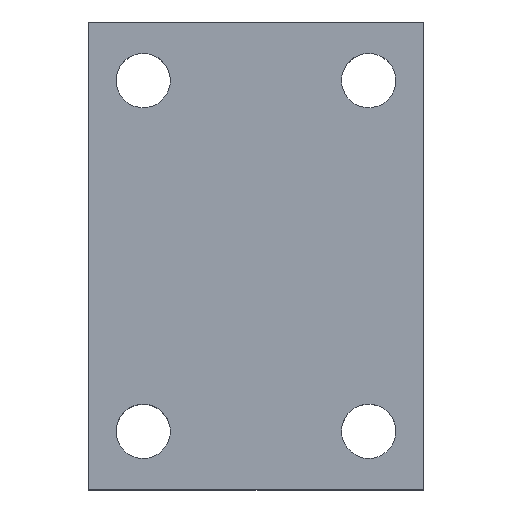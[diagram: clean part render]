
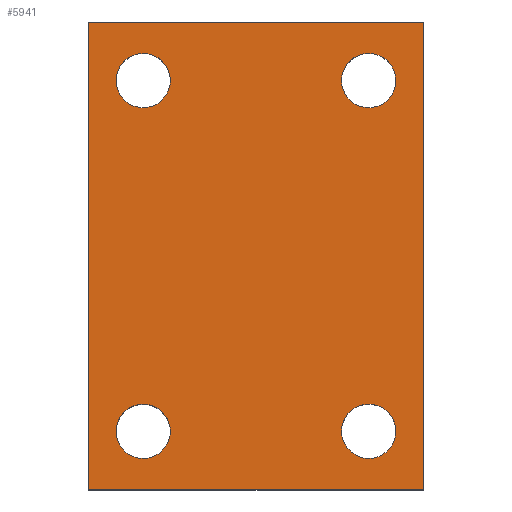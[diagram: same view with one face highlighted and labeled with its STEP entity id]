
A CAD part, top view. The second image highlights one B-rep face of the part: STEP entity #5941.
In plain terms, the highlighted planar face has unit normal (0, 0, 1).
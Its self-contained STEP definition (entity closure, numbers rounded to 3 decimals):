
#42=CIRCLE('',#6191,5.156);
#45=CIRCLE('',#6195,5.156);
#48=CIRCLE('',#6199,5.156);
#51=CIRCLE('',#6203,5.156);
#86=FACE_BOUND('',#920,.T.);
#87=FACE_BOUND('',#921,.T.);
#88=FACE_BOUND('',#922,.T.);
#89=FACE_BOUND('',#923,.T.);
#303=PLANE('',#6208);
#599=FACE_OUTER_BOUND('',#919,.T.);
#919=EDGE_LOOP('',(#5269,#5270,#5271,#5272));
#920=EDGE_LOOP('',(#5273));
#921=EDGE_LOOP('',(#5274));
#922=EDGE_LOOP('',(#5275));
#923=EDGE_LOOP('',(#5276));
#1152=LINE('',#8986,#1768);
#1545=LINE('',#10003,#2161);
#1548=LINE('',#10007,#2164);
#1550=LINE('',#10011,#2166);
#1768=VECTOR('',#6541,10.);
#2161=VECTOR('',#7318,10.);
#2164=VECTOR('',#7323,10.);
#2166=VECTOR('',#7329,10.);
#2565=VERTEX_POINT('',#8983);
#2566=VERTEX_POINT('',#8985);
#2857=VERTEX_POINT('',#9969);
#2860=VERTEX_POINT('',#9977);
#2863=VERTEX_POINT('',#9985);
#2866=VERTEX_POINT('',#9993);
#2869=VERTEX_POINT('',#10000);
#2870=VERTEX_POINT('',#10002);
#3230=EDGE_CURVE('',#2566,#2565,#1152,.T.);
#3660=EDGE_CURVE('',#2857,#2857,#42,.T.);
#3664=EDGE_CURVE('',#2860,#2860,#45,.T.);
#3668=EDGE_CURVE('',#2863,#2863,#48,.T.);
#3672=EDGE_CURVE('',#2866,#2866,#51,.T.);
#3675=EDGE_CURVE('',#2870,#2869,#1545,.T.);
#3678=EDGE_CURVE('',#2565,#2870,#1548,.T.);
#3680=EDGE_CURVE('',#2869,#2566,#1550,.T.);
#5269=ORIENTED_EDGE('',*,*,#3680,.T.);
#5270=ORIENTED_EDGE('',*,*,#3230,.T.);
#5271=ORIENTED_EDGE('',*,*,#3678,.T.);
#5272=ORIENTED_EDGE('',*,*,#3675,.T.);
#5273=ORIENTED_EDGE('',*,*,#3660,.T.);
#5274=ORIENTED_EDGE('',*,*,#3664,.T.);
#5275=ORIENTED_EDGE('',*,*,#3668,.T.);
#5276=ORIENTED_EDGE('',*,*,#3672,.T.);
#5941=ADVANCED_FACE('',(#599,#86,#87,#88,#89),#303,.T.);
#6191=AXIS2_PLACEMENT_3D('',#9971,#7285,#7286);
#6195=AXIS2_PLACEMENT_3D('',#9979,#7294,#7295);
#6199=AXIS2_PLACEMENT_3D('',#9987,#7303,#7304);
#6203=AXIS2_PLACEMENT_3D('',#9995,#7312,#7313);
#6208=AXIS2_PLACEMENT_3D('',#10012,#7330,#7331);
#6541=DIRECTION('',(0.,1.,0.));
#7285=DIRECTION('center_axis',(0.,0.,-1.));
#7286=DIRECTION('ref_axis',(1.,0.,0.));
#7294=DIRECTION('center_axis',(0.,0.,-1.));
#7295=DIRECTION('ref_axis',(1.,0.,0.));
#7303=DIRECTION('center_axis',(0.,0.,-1.));
#7304=DIRECTION('ref_axis',(1.,0.,0.));
#7312=DIRECTION('center_axis',(0.,0.,-1.));
#7313=DIRECTION('ref_axis',(1.,0.,0.));
#7318=DIRECTION('',(0.,-1.,0.));
#7323=DIRECTION('',(-1.,0.,0.));
#7329=DIRECTION('',(1.,0.,0.));
#7330=DIRECTION('center_axis',(0.,0.,1.));
#7331=DIRECTION('ref_axis',(1.,0.,0.));
#8983=CARTESIAN_POINT('',(63.5,88.9,19.05));
#8985=CARTESIAN_POINT('',(63.5,0.,19.05));
#8986=CARTESIAN_POINT('',(63.5,0.,19.05));
#9969=CARTESIAN_POINT('',(5.156,11.1,19.05));
#9971=CARTESIAN_POINT('Origin',(10.312,11.1,19.05));
#9977=CARTESIAN_POINT('',(48.006,77.775,19.05));
#9979=CARTESIAN_POINT('Origin',(53.162,77.775,19.05));
#9985=CARTESIAN_POINT('',(48.006,11.125,19.05));
#9987=CARTESIAN_POINT('Origin',(53.162,11.125,19.05));
#9993=CARTESIAN_POINT('',(5.156,77.775,19.05));
#9995=CARTESIAN_POINT('Origin',(10.312,77.775,19.05));
#10000=CARTESIAN_POINT('',(0.,0.,19.05));
#10002=CARTESIAN_POINT('',(0.,88.9,19.05));
#10003=CARTESIAN_POINT('',(0.,88.9,19.05));
#10007=CARTESIAN_POINT('',(63.5,88.9,19.05));
#10011=CARTESIAN_POINT('',(0.,0.,19.05));
#10012=CARTESIAN_POINT('Origin',(31.75,44.45,19.05));
